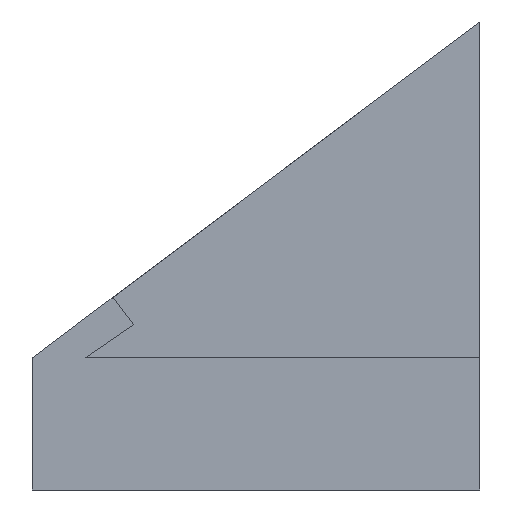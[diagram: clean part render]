
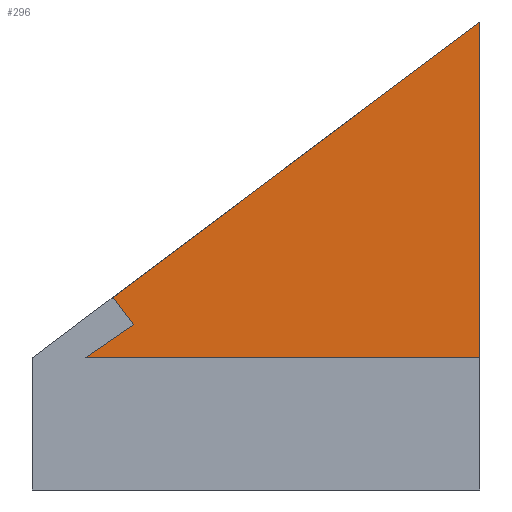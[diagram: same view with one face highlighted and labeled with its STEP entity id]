
A CAD part, front view. The second image highlights one B-rep face of the part: STEP entity #296.
In plain terms, the highlighted planar face has unit normal (0, -1, 0).
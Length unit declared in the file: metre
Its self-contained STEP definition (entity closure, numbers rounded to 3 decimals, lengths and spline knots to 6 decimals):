
#62=ORIENTED_EDGE('',*,*,#116,.F.);
#63=ORIENTED_EDGE('',*,*,#117,.T.);
#64=ORIENTED_EDGE('',*,*,#118,.F.);
#65=ORIENTED_EDGE('',*,*,#119,.F.);
#66=ORIENTED_EDGE('',*,*,#120,.F.);
#116=EDGE_CURVE('',#147,#148,#181,.T.);
#117=EDGE_CURVE('',#147,#149,#182,.T.);
#118=EDGE_CURVE('',#150,#149,#183,.T.);
#119=EDGE_CURVE('',#151,#150,#184,.T.);
#120=EDGE_CURVE('',#148,#151,#185,.T.);
#147=VERTEX_POINT('',#477);
#148=VERTEX_POINT('',#478);
#149=VERTEX_POINT('',#480);
#150=VERTEX_POINT('',#482);
#151=VERTEX_POINT('',#484);
#181=LINE('',#476,#220);
#182=LINE('',#479,#221);
#183=LINE('',#481,#222);
#184=LINE('',#483,#223);
#185=LINE('',#485,#224);
#220=VECTOR('',#396,1.);
#221=VECTOR('',#397,1.);
#222=VECTOR('',#398,1.);
#223=VECTOR('',#399,1.);
#224=VECTOR('',#400,1.);
#245=EDGE_LOOP('',(#62,#63,#64,#65,#66));
#262=FACE_BOUND('',#245,.T.);
#279=PLANE('',#339);
#296=ADVANCED_FACE('',(#262),#279,.T.);
#339=AXIS2_PLACEMENT_3D('',#475,#394,#395);
#394=DIRECTION('',(0.,-1.,0.));
#395=DIRECTION('',(1.,0.,0.));
#396=DIRECTION('',(-1.,0.,0.));
#397=DIRECTION('',(0.,0.,1.));
#398=DIRECTION('',(0.8,0.,0.6));
#399=DIRECTION('',(-0.6,0.,0.8));
#400=DIRECTION('',(0.824,0.,0.567));
#475=CARTESIAN_POINT('',(0.,0.,0.00334));
#476=CARTESIAN_POINT('',(0.,0.,-0.012741));
#477=CARTESIAN_POINT('',(0.017437,0.,-0.012741));
#478=CARTESIAN_POINT('',(-0.02032,0.,-0.012741));
#479=CARTESIAN_POINT('',(0.017437,0.,0.00334));
#480=CARTESIAN_POINT('',(0.017437,0.,0.019421));
#481=CARTESIAN_POINT('',(-0.000119,0.,0.00624));
#482=CARTESIAN_POINT('',(-0.017675,0.,-0.006941));
#483=CARTESIAN_POINT('',(-0.01669,0.,-0.008253));
#484=CARTESIAN_POINT('',(-0.015705,0.,-0.009564));
#485=CARTESIAN_POINT('',(-0.018013,0.,-0.011153));
